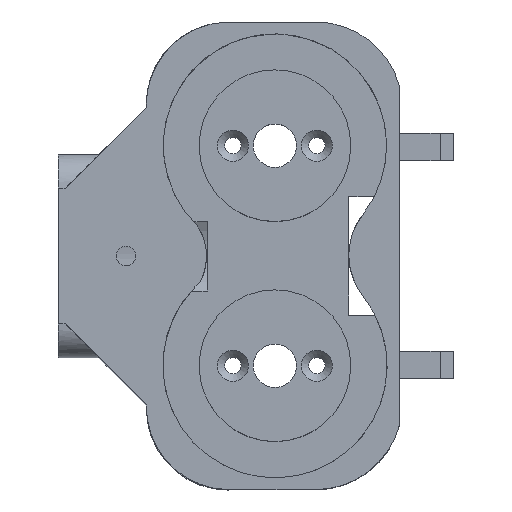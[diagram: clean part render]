
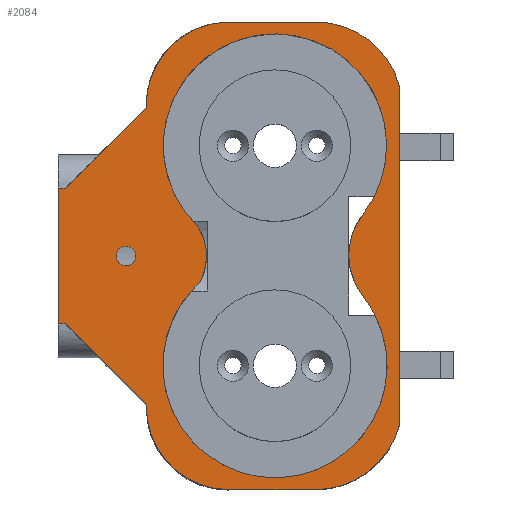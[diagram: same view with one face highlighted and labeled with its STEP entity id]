
A CAD part, top view. The second image highlights one B-rep face of the part: STEP entity #2084.
In plain terms, the highlighted face is planar.
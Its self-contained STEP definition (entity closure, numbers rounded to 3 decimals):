
#66=FACE_BOUND('',#336,.T.);
#67=FACE_BOUND('',#337,.T.);
#118=PLANE('',#2265);
#204=FACE_OUTER_BOUND('',#335,.T.);
#335=EDGE_LOOP('',(#1709,#1710,#1711,#1712,#1713,#1714,#1715,#1716,#1717,
#1718,#1719,#1720));
#336=EDGE_LOOP('',(#1721,#1722,#1723,#1724,#1725,#1726));
#337=EDGE_LOOP('',(#1727));
#450=CIRCLE('',#2236,10.);
#454=CIRCLE('',#2242,16.57);
#458=CIRCLE('',#2248,10.);
#465=CIRCLE('',#2266,12.843);
#466=CIRCLE('',#2267,12.288);
#467=CIRCLE('',#2268,12.253);
#468=CIRCLE('',#2269,12.864);
#469=CIRCLE('',#2270,8.);
#470=CIRCLE('',#2271,16.5);
#471=CIRCLE('',#2272,1.45);
#507=LINE('',#2988,#693);
#551=LINE('',#3106,#737);
#630=LINE('',#3550,#816);
#631=LINE('',#3554,#817);
#632=LINE('',#3556,#818);
#633=LINE('',#3557,#819);
#634=LINE('',#3559,#820);
#635=LINE('',#3563,#821);
#636=LINE('',#3566,#822);
#693=VECTOR('',#2379,1000.);
#737=VECTOR('',#2491,10.);
#816=VECTOR('',#2710,1000.);
#817=VECTOR('',#2713,1000.);
#818=VECTOR('',#2714,1000.);
#819=VECTOR('',#2715,1000.);
#820=VECTOR('',#2716,1000.);
#821=VECTOR('',#2719,1000.);
#822=VECTOR('',#2722,1000.);
#884=VERTEX_POINT('',#2984);
#886=VERTEX_POINT('',#2987);
#925=VERTEX_POINT('',#3103);
#926=VERTEX_POINT('',#3105);
#1003=VERTEX_POINT('',#3456);
#1004=VERTEX_POINT('',#3458);
#1009=VERTEX_POINT('',#3473);
#1010=VERTEX_POINT('',#3475);
#1027=VERTEX_POINT('',#3547);
#1028=VERTEX_POINT('',#3549);
#1029=VERTEX_POINT('',#3551);
#1030=VERTEX_POINT('',#3553);
#1031=VERTEX_POINT('',#3555);
#1032=VERTEX_POINT('',#3558);
#1033=VERTEX_POINT('',#3560);
#1034=VERTEX_POINT('',#3562);
#1035=VERTEX_POINT('',#3565);
#1036=VERTEX_POINT('',#3567);
#1037=VERTEX_POINT('',#3570);
#1084=EDGE_CURVE('',#884,#886,#507,.T.);
#1141=EDGE_CURVE('',#926,#925,#551,.T.);
#1236=EDGE_CURVE('',#1004,#1003,#450,.T.);
#1245=EDGE_CURVE('',#1010,#1009,#454,.T.);
#1252=EDGE_CURVE('',#1003,#1010,#458,.T.);
#1280=EDGE_CURVE('',#925,#1027,#465,.T.);
#1281=EDGE_CURVE('',#1027,#1028,#630,.T.);
#1282=EDGE_CURVE('',#1028,#1029,#466,.T.);
#1283=EDGE_CURVE('',#1029,#1030,#631,.T.);
#1284=EDGE_CURVE('',#1031,#1030,#632,.T.);
#1285=EDGE_CURVE('',#886,#1031,#633,.T.);
#1286=EDGE_CURVE('',#884,#1032,#634,.T.);
#1287=EDGE_CURVE('',#1032,#1033,#467,.T.);
#1288=EDGE_CURVE('',#1033,#1034,#635,.T.);
#1289=EDGE_CURVE('',#1034,#926,#468,.T.);
#1290=EDGE_CURVE('',#1009,#1035,#636,.T.);
#1291=EDGE_CURVE('',#1035,#1036,#469,.T.);
#1292=EDGE_CURVE('',#1036,#1004,#470,.T.);
#1293=EDGE_CURVE('',#1037,#1037,#471,.T.);
#1709=ORIENTED_EDGE('',*,*,#1141,.T.);
#1710=ORIENTED_EDGE('',*,*,#1280,.T.);
#1711=ORIENTED_EDGE('',*,*,#1281,.T.);
#1712=ORIENTED_EDGE('',*,*,#1282,.T.);
#1713=ORIENTED_EDGE('',*,*,#1283,.T.);
#1714=ORIENTED_EDGE('',*,*,#1284,.F.);
#1715=ORIENTED_EDGE('',*,*,#1285,.F.);
#1716=ORIENTED_EDGE('',*,*,#1084,.F.);
#1717=ORIENTED_EDGE('',*,*,#1286,.T.);
#1718=ORIENTED_EDGE('',*,*,#1287,.T.);
#1719=ORIENTED_EDGE('',*,*,#1288,.T.);
#1720=ORIENTED_EDGE('',*,*,#1289,.T.);
#1721=ORIENTED_EDGE('',*,*,#1245,.T.);
#1722=ORIENTED_EDGE('',*,*,#1290,.T.);
#1723=ORIENTED_EDGE('',*,*,#1291,.T.);
#1724=ORIENTED_EDGE('',*,*,#1292,.T.);
#1725=ORIENTED_EDGE('',*,*,#1236,.T.);
#1726=ORIENTED_EDGE('',*,*,#1252,.T.);
#1727=ORIENTED_EDGE('',*,*,#1293,.F.);
#2084=ADVANCED_FACE('',(#204,#66,#67),#118,.T.);
#2236=AXIS2_PLACEMENT_3D('',#3459,#2620,#2621);
#2242=AXIS2_PLACEMENT_3D('',#3476,#2637,#2638);
#2248=AXIS2_PLACEMENT_3D('',#3487,#2652,#2653);
#2265=AXIS2_PLACEMENT_3D('',#3546,#2706,#2707);
#2266=AXIS2_PLACEMENT_3D('',#3548,#2708,#2709);
#2267=AXIS2_PLACEMENT_3D('',#3552,#2711,#2712);
#2268=AXIS2_PLACEMENT_3D('',#3561,#2717,#2718);
#2269=AXIS2_PLACEMENT_3D('',#3564,#2720,#2721);
#2270=AXIS2_PLACEMENT_3D('',#3568,#2723,#2724);
#2271=AXIS2_PLACEMENT_3D('',#3569,#2725,#2726);
#2272=AXIS2_PLACEMENT_3D('',#3571,#2727,#2728);
#2379=DIRECTION('',(-1.,0.,0.));
#2491=DIRECTION('',(0.,0.,-1.));
#2620=DIRECTION('center_axis',(0.,1.,0.));
#2621=DIRECTION('ref_axis',(0.,0.,1.));
#2637=DIRECTION('center_axis',(0.,-1.,0.));
#2638=DIRECTION('ref_axis',(0.,0.,1.));
#2652=DIRECTION('center_axis',(0.,1.,0.));
#2653=DIRECTION('ref_axis',(0.,0.,1.));
#2706=DIRECTION('center_axis',(0.,1.,0.));
#2707=DIRECTION('ref_axis',(1.,0.,0.));
#2708=DIRECTION('center_axis',(0.,1.,0.));
#2709=DIRECTION('ref_axis',(0.,0.,1.));
#2710=DIRECTION('',(-1.,0.,0.));
#2711=DIRECTION('center_axis',(0.,1.,0.));
#2712=DIRECTION('ref_axis',(0.,0.,1.));
#2713=DIRECTION('',(-0.707,0.,0.707));
#2714=DIRECTION('',(1.,0.,0.));
#2715=DIRECTION('',(0.,0.,-1.));
#2716=DIRECTION('',(0.707,0.,0.707));
#2717=DIRECTION('center_axis',(0.,1.,0.));
#2718=DIRECTION('ref_axis',(0.,0.,1.));
#2719=DIRECTION('',(1.,0.,0.));
#2720=DIRECTION('center_axis',(0.,1.,0.));
#2721=DIRECTION('ref_axis',(0.,0.,1.));
#2722=DIRECTION('',(0.722,0.,-0.692));
#2723=DIRECTION('center_axis',(0.,1.,0.));
#2724=DIRECTION('ref_axis',(0.,0.,1.));
#2725=DIRECTION('center_axis',(0.,-1.,0.));
#2726=DIRECTION('ref_axis',(0.,0.,1.));
#2727=DIRECTION('center_axis',(0.,1.,0.));
#2728=DIRECTION('ref_axis',(0.,0.,1.));
#2984=CARTESIAN_POINT('',(-105.868,49.5,14.602));
#2987=CARTESIAN_POINT('',(-106.9,49.5,14.602));
#2988=CARTESIAN_POINT('',(-103.65,49.5,14.602));
#3103=CARTESIAN_POINT('',(-56.5,49.5,-20.5));
#3105=CARTESIAN_POINT('',(-56.5,49.5,29.5));
#3106=CARTESIAN_POINT('',(-56.5,49.5,21.785));
#3456=CARTESIAN_POINT('',(-64.,49.5,4.443));
#3458=CARTESIAN_POINT('',(-61.887,49.5,-1.606));
#3459=CARTESIAN_POINT('Origin',(-54.,49.5,4.542));
#3473=CARTESIAN_POINT('',(-86.712,49.5,9.129));
#3475=CARTESIAN_POINT('',(-61.866,49.5,10.519));
#3476=CARTESIAN_POINT('Origin',(-74.9,49.5,20.75));
#3487=CARTESIAN_POINT('Origin',(-54.,49.5,4.344));
#3546=CARTESIAN_POINT('Origin',(-31.5,49.5,4.5));
#3547=CARTESIAN_POINT('',(-68.9,49.5,-30.));
#3548=CARTESIAN_POINT('Origin',(-68.9,49.5,-17.157));
#3549=CARTESIAN_POINT('',(-81.9,49.5,-30.));
#3550=CARTESIAN_POINT('',(-81.9,49.5,-30.));
#3551=CARTESIAN_POINT('',(-93.9,49.5,-17.43));
#3552=CARTESIAN_POINT('Origin',(-81.615,49.5,-17.715));
#3553=CARTESIAN_POINT('',(-105.868,49.5,-5.462));
#3554=CARTESIAN_POINT('',(-102.329,49.5,-9.001));
#3555=CARTESIAN_POINT('',(-106.9,49.5,-5.462));
#3556=CARTESIAN_POINT('',(-97.15,49.5,-5.462));
#3557=CARTESIAN_POINT('',(-106.9,49.5,-10.43));
#3558=CARTESIAN_POINT('',(-93.9,49.5,26.57));
#3559=CARTESIAN_POINT('',(-102.329,49.5,18.141));
#3560=CARTESIAN_POINT('',(-81.9,49.5,39.07));
#3561=CARTESIAN_POINT('Origin',(-81.65,49.5,26.82));
#3562=CARTESIAN_POINT('',(-68.935,49.5,39.07));
#3563=CARTESIAN_POINT('',(-81.9,49.5,39.07));
#3564=CARTESIAN_POINT('Origin',(-68.935,49.5,26.206));
#3565=CARTESIAN_POINT('',(-86.023,49.5,8.469));
#3566=CARTESIAN_POINT('',(-86.023,49.5,8.469));
#3567=CARTESIAN_POINT('',(-86.361,49.5,0.12));
#3568=CARTESIAN_POINT('Origin',(-93.009,49.5,4.57));
#3569=CARTESIAN_POINT('Origin',(-74.9,49.5,-11.75));
#3570=CARTESIAN_POINT('',(-96.9,49.5,3.12));
#3571=CARTESIAN_POINT('Origin',(-96.9,49.5,4.57));
